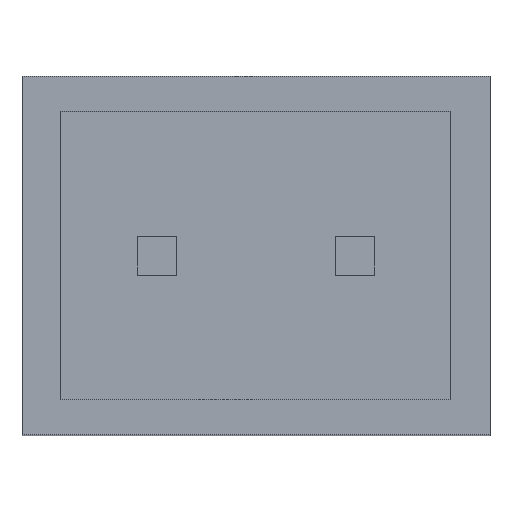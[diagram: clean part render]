
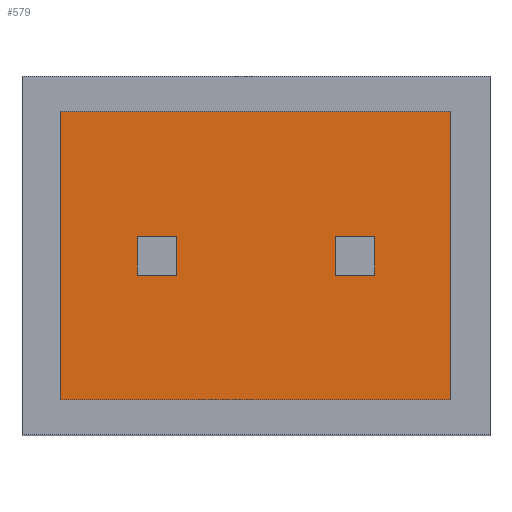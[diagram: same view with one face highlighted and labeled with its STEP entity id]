
A CAD part, top view. The second image highlights one B-rep face of the part: STEP entity #579.
In plain terms, the highlighted planar face has unit normal (0, 0, 1).
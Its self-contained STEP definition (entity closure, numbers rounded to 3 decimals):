
#464 = VERTEX_POINT('',#465);
#465 = CARTESIAN_POINT('',(2.5,-1.85,1.));
#471 = EDGE_CURVE('',#464,#472,#474,.T.);
#472 = VERTEX_POINT('',#473);
#473 = CARTESIAN_POINT('',(2.5,1.85,1.));
#474 = LINE('',#475,#476);
#475 = CARTESIAN_POINT('',(2.5,-1.85,1.));
#476 = VECTOR('',#477,1.);
#477 = DIRECTION('',(0.,1.,0.));
#495 = EDGE_CURVE('',#472,#496,#498,.T.);
#496 = VERTEX_POINT('',#497);
#497 = CARTESIAN_POINT('',(-2.5,1.85,1.));
#498 = LINE('',#499,#500);
#499 = CARTESIAN_POINT('',(2.5,1.85,1.));
#500 = VECTOR('',#501,1.);
#501 = DIRECTION('',(-1.,0.,0.));
#519 = EDGE_CURVE('',#496,#520,#522,.T.);
#520 = VERTEX_POINT('',#521);
#521 = CARTESIAN_POINT('',(-2.5,-1.85,1.));
#522 = LINE('',#523,#524);
#523 = CARTESIAN_POINT('',(-2.5,1.85,1.));
#524 = VECTOR('',#525,1.);
#525 = DIRECTION('',(0.,-1.,0.));
#543 = EDGE_CURVE('',#520,#464,#544,.T.);
#544 = LINE('',#545,#546);
#545 = CARTESIAN_POINT('',(-2.5,-1.85,1.));
#546 = VECTOR('',#547,1.);
#547 = DIRECTION('',(1.,0.,0.));
#579 = ADVANCED_FACE('',(#580,#586,#620),#654,.T.);
#580 = FACE_BOUND('',#581,.T.);
#581 = EDGE_LOOP('',(#582,#583,#584,#585));
#582 = ORIENTED_EDGE('',*,*,#471,.T.);
#583 = ORIENTED_EDGE('',*,*,#495,.T.);
#584 = ORIENTED_EDGE('',*,*,#519,.T.);
#585 = ORIENTED_EDGE('',*,*,#543,.T.);
#586 = FACE_BOUND('',#587,.T.);
#587 = EDGE_LOOP('',(#588,#598,#606,#614));
#588 = ORIENTED_EDGE('',*,*,#589,.F.);
#589 = EDGE_CURVE('',#590,#592,#594,.T.);
#590 = VERTEX_POINT('',#591);
#591 = CARTESIAN_POINT('',(-1.52,0.25,1.));
#592 = VERTEX_POINT('',#593);
#593 = CARTESIAN_POINT('',(-1.52,-0.25,1.));
#594 = LINE('',#595,#596);
#595 = CARTESIAN_POINT('',(-1.52,-0.125,1.));
#596 = VECTOR('',#597,1.);
#597 = DIRECTION('',(0.,-1.,0.));
#598 = ORIENTED_EDGE('',*,*,#599,.F.);
#599 = EDGE_CURVE('',#600,#590,#602,.T.);
#600 = VERTEX_POINT('',#601);
#601 = CARTESIAN_POINT('',(-1.02,0.25,1.));
#602 = LINE('',#603,#604);
#603 = CARTESIAN_POINT('',(-0.76,0.25,1.));
#604 = VECTOR('',#605,1.);
#605 = DIRECTION('',(-1.,0.,0.));
#606 = ORIENTED_EDGE('',*,*,#607,.F.);
#607 = EDGE_CURVE('',#608,#600,#610,.T.);
#608 = VERTEX_POINT('',#609);
#609 = CARTESIAN_POINT('',(-1.02,-0.25,1.));
#610 = LINE('',#611,#612);
#611 = CARTESIAN_POINT('',(-1.02,0.125,1.));
#612 = VECTOR('',#613,1.);
#613 = DIRECTION('',(0.,1.,0.));
#614 = ORIENTED_EDGE('',*,*,#615,.F.);
#615 = EDGE_CURVE('',#592,#608,#616,.T.);
#616 = LINE('',#617,#618);
#617 = CARTESIAN_POINT('',(-0.51,-0.25,1.));
#618 = VECTOR('',#619,1.);
#619 = DIRECTION('',(1.,0.,0.));
#620 = FACE_BOUND('',#621,.T.);
#621 = EDGE_LOOP('',(#622,#632,#640,#648));
#622 = ORIENTED_EDGE('',*,*,#623,.F.);
#623 = EDGE_CURVE('',#624,#626,#628,.T.);
#624 = VERTEX_POINT('',#625);
#625 = CARTESIAN_POINT('',(1.02,0.25,1.));
#626 = VERTEX_POINT('',#627);
#627 = CARTESIAN_POINT('',(1.02,-0.25,1.));
#628 = LINE('',#629,#630);
#629 = CARTESIAN_POINT('',(1.02,-0.125,1.));
#630 = VECTOR('',#631,1.);
#631 = DIRECTION('',(0.,-1.,0.));
#632 = ORIENTED_EDGE('',*,*,#633,.F.);
#633 = EDGE_CURVE('',#634,#624,#636,.T.);
#634 = VERTEX_POINT('',#635);
#635 = CARTESIAN_POINT('',(1.52,0.25,1.));
#636 = LINE('',#637,#638);
#637 = CARTESIAN_POINT('',(0.51,0.25,1.));
#638 = VECTOR('',#639,1.);
#639 = DIRECTION('',(-1.,0.,0.));
#640 = ORIENTED_EDGE('',*,*,#641,.F.);
#641 = EDGE_CURVE('',#642,#634,#644,.T.);
#642 = VERTEX_POINT('',#643);
#643 = CARTESIAN_POINT('',(1.52,-0.25,1.));
#644 = LINE('',#645,#646);
#645 = CARTESIAN_POINT('',(1.52,0.125,1.));
#646 = VECTOR('',#647,1.);
#647 = DIRECTION('',(0.,1.,0.));
#648 = ORIENTED_EDGE('',*,*,#649,.F.);
#649 = EDGE_CURVE('',#626,#642,#650,.T.);
#650 = LINE('',#651,#652);
#651 = CARTESIAN_POINT('',(0.76,-0.25,1.));
#652 = VECTOR('',#653,1.);
#653 = DIRECTION('',(1.,0.,0.));
#654 = PLANE('',#655);
#655 = AXIS2_PLACEMENT_3D('',#656,#657,#658);
#656 = CARTESIAN_POINT('',(0.,0.,1.));
#657 = DIRECTION('',(0.,0.,1.));
#658 = DIRECTION('',(1.,0.,0.));
